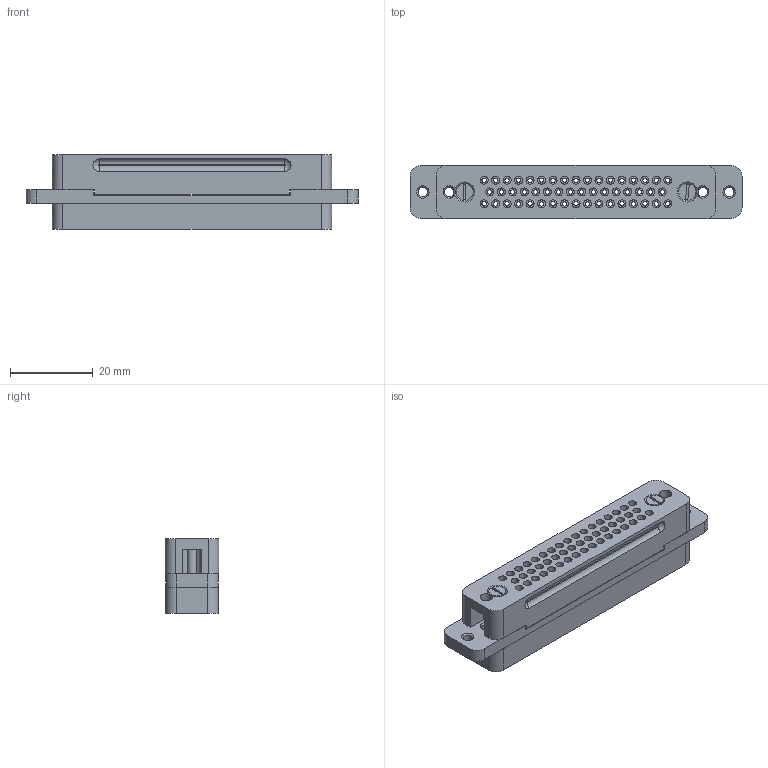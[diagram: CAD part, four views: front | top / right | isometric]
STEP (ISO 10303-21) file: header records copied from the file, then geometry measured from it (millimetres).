
FILE_DESCRIPTION(/* description */ ('Alibre Inc.'),/* implementation_level */ '2;1');
FILE_NAME(/* name */ 'export0',/* time_stamp */ '2013-02-28T16:29:32-08:00',/* author */ (''),/* organization */ (''),/* preprocessor_version */ 'ST-DEVELOPER v14',/* originating_system */ 'Alibre',/* authorisation */ '');
FILE_SCHEMA (('CONFIG_CONTROL_DESIGN'));
Length unit declared in the file: centimetre
Products named in the file (1): ID_1
Bounding box: 80.01 x 12.95 x 18.03 mm (x, y, z)
Volume: 10187.2 mm3; surface area: 10206.2 mm2
Topology: 1 solids, 1 shells, 221 faces, 631 edges, 413 vertices
Faces by surface type: cylinder 138, plane 63, cone 16, torus 4
Full cylindrical faces by diameter (mm): 1.067 x50, 1.93 x52, 2.261 x4, 2.946 x2
Entity records: 6993 total; most frequent: DIRECTION 1145, CARTESIAN_POINT 1135, ORIENTED_EDGE 1006, EDGE_LOOP 556, FACE_BOUND 556, AXIS2_PLACEMENT_3D 520, EDGE_CURVE 503, VERTEX_POINT 405
